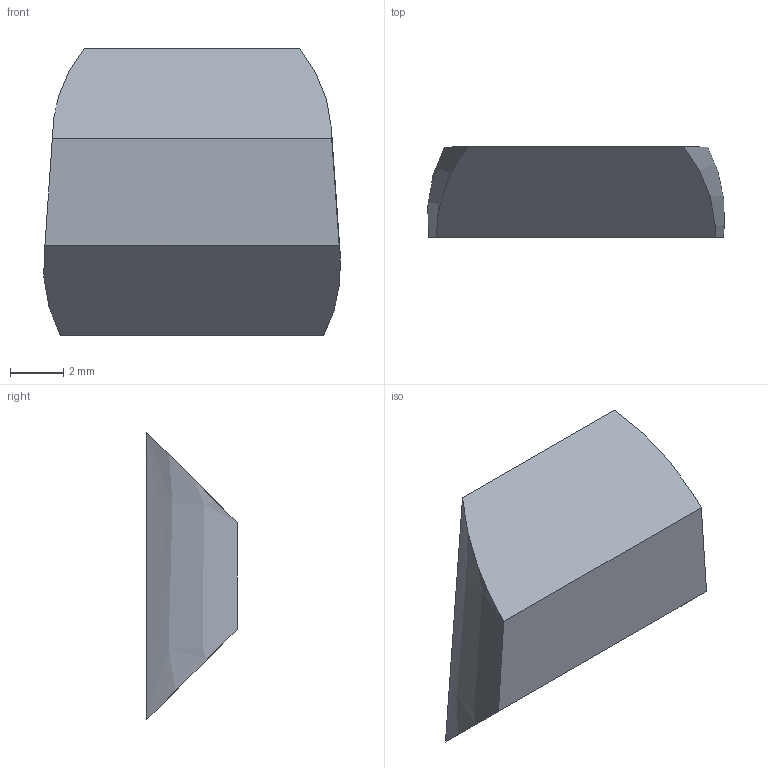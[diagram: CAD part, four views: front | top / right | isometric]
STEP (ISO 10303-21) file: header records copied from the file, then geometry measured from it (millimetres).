
FILE_DESCRIPTION (( 'STEP AP203' ), '1' );
FILE_NAME ('globe_valve_test-001_stopper.STEP', '2020-04-13T15:56:07', ( '' ), ( '' ), 'SwSTEP 2.0', 'SolidWorks 2018', '' );
FILE_SCHEMA (( 'CONFIG_CONTROL_DESIGN' ));
Length unit declared in the file: millimetre
Products named in the file (2): globe_valve_test-001_stopper
Bounding box: 11.16 x 3.4 x 10.8 mm (x, y, z)
Volume: 233.1 mm3; surface area: 334.8 mm2
Topology: 1 solids, 1 shells, 20 faces, 49 edges, 32 vertices
Faces by surface type: cylinder 8, plane 6, cone 3, bspline 3
Entity records: 1710 total; most frequent: CARTESIAN_POINT 1166, ORIENTED_EDGE 98, DIRECTION 60, EDGE_CURVE 49, VERTEX_POINT 32, AXIS2_PLACEMENT_3D 24, EDGE_LOOP 21, FACE_OUTER_BOUND 20
